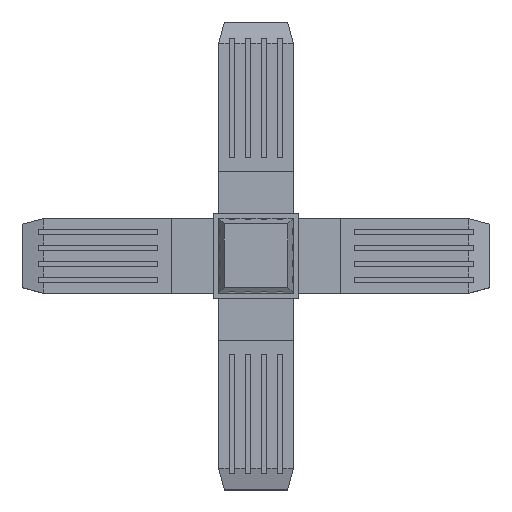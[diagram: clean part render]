
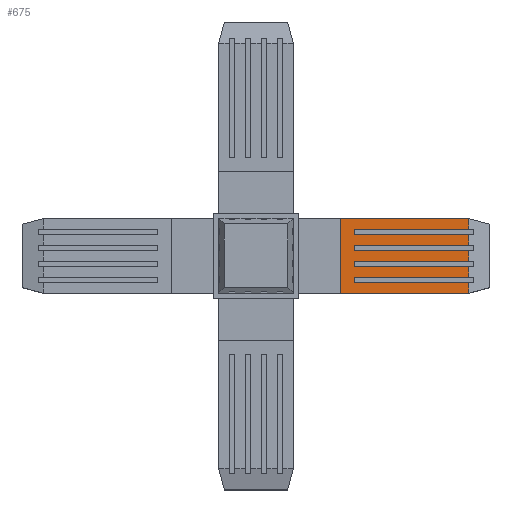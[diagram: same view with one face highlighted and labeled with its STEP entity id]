
A CAD part, top view. The second image highlights one B-rep face of the part: STEP entity #675.
In plain terms, the highlighted planar face has unit normal (0, 0, 1).
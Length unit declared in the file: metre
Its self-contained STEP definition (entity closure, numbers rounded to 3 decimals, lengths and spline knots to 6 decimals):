
#675=ADVANCED_FACE('',(#1615),#1616,.T.);
#1615=FACE_OUTER_BOUND('',#2826,.T.);
#1616=PLANE('',#2827);
#2826=EDGE_LOOP('',(#4828,#4829,#4830,#4831,#4832,#4833,#4834,#4835,#4836,#4837,#4838,#4839,#4840,#4841,#4842,#4843,#4844,#4845,#4846,#4847));
#2827=AXIS2_PLACEMENT_3D('',#4848,#4849,#4850);
#4828=ORIENTED_EDGE('',*,*,#8207,.T.);
#4829=ORIENTED_EDGE('',*,*,#8208,.T.);
#4830=ORIENTED_EDGE('',*,*,#8209,.T.);
#4831=ORIENTED_EDGE('',*,*,#8210,.T.);
#4832=ORIENTED_EDGE('',*,*,#8211,.T.);
#4833=ORIENTED_EDGE('',*,*,#8212,.T.);
#4834=ORIENTED_EDGE('',*,*,#8213,.T.);
#4835=ORIENTED_EDGE('',*,*,#8214,.T.);
#4836=ORIENTED_EDGE('',*,*,#8215,.T.);
#4837=ORIENTED_EDGE('',*,*,#8216,.T.);
#4838=ORIENTED_EDGE('',*,*,#8033,.T.);
#4839=ORIENTED_EDGE('',*,*,#8217,.T.);
#4840=ORIENTED_EDGE('',*,*,#7895,.T.);
#4841=ORIENTED_EDGE('',*,*,#8218,.T.);
#4842=ORIENTED_EDGE('',*,*,#8107,.F.);
#4843=ORIENTED_EDGE('',*,*,#8219,.F.);
#4844=ORIENTED_EDGE('',*,*,#8220,.F.);
#4845=ORIENTED_EDGE('',*,*,#8221,.T.);
#4846=ORIENTED_EDGE('',*,*,#7746,.T.);
#4847=ORIENTED_EDGE('',*,*,#8222,.T.);
#4848=CARTESIAN_POINT('',(1.329995,0.012535,0.023673));
#4849=DIRECTION('',(0.0,0.0,1.0));
#4850=DIRECTION('',(1.0,0.0,0.0));
#7746=EDGE_CURVE('',#9473,#9471,#9474,.T.);
#7895=EDGE_CURVE('',#9727,#9725,#9728,.T.);
#8033=EDGE_CURVE('',#9955,#9953,#9956,.T.);
#8107=EDGE_CURVE('',#10073,#10075,#10076,.T.);
#8207=EDGE_CURVE('',#10233,#10234,#10235,.T.);
#8208=EDGE_CURVE('',#10234,#10236,#10237,.T.);
#8209=EDGE_CURVE('',#10236,#10238,#10239,.T.);
#8210=EDGE_CURVE('',#10238,#10240,#10241,.T.);
#8211=EDGE_CURVE('',#10240,#10242,#10243,.T.);
#8212=EDGE_CURVE('',#10242,#10244,#10245,.T.);
#8213=EDGE_CURVE('',#10244,#10246,#10247,.T.);
#8214=EDGE_CURVE('',#10246,#10248,#10249,.T.);
#8215=EDGE_CURVE('',#10248,#10250,#10251,.T.);
#8216=EDGE_CURVE('',#10250,#9955,#10252,.T.);
#8217=EDGE_CURVE('',#9953,#9727,#10253,.T.);
#8218=EDGE_CURVE('',#9725,#10075,#10254,.T.);
#8219=EDGE_CURVE('',#10255,#10073,#10256,.T.);
#8220=EDGE_CURVE('',#10257,#10255,#10258,.T.);
#8221=EDGE_CURVE('',#10257,#9473,#10259,.T.);
#8222=EDGE_CURVE('',#9471,#10233,#10260,.T.);
#9471=VERTEX_POINT('',#11954);
#9473=VERTEX_POINT('',#11957);
#9474=LINE('',#11958,#11959);
#9725=VERTEX_POINT('',#12333);
#9727=VERTEX_POINT('',#12336);
#9728=LINE('',#12337,#12338);
#9953=VERTEX_POINT('',#12668);
#9955=VERTEX_POINT('',#12671);
#9956=LINE('',#12672,#12673);
#10073=VERTEX_POINT('',#12851);
#10075=VERTEX_POINT('',#12854);
#10076=LINE('',#12855,#12856);
#10233=VERTEX_POINT('',#13093);
#10234=VERTEX_POINT('',#13094);
#10235=LINE('',#13095,#13096);
#10236=VERTEX_POINT('',#13097);
#10237=LINE('',#13098,#13099);
#10238=VERTEX_POINT('',#13100);
#10239=LINE('',#13101,#13102);
#10240=VERTEX_POINT('',#13103);
#10241=LINE('',#13104,#13105);
#10242=VERTEX_POINT('',#13106);
#10243=LINE('',#13107,#13108);
#10244=VERTEX_POINT('',#13109);
#10245=LINE('',#13110,#13111);
#10246=VERTEX_POINT('',#13112);
#10247=LINE('',#13113,#13114);
#10248=VERTEX_POINT('',#13115);
#10249=LINE('',#13116,#13117);
#10250=VERTEX_POINT('',#13118);
#10251=LINE('',#13119,#13120);
#10252=LINE('',#13121,#13122);
#10253=LINE('',#13123,#13124);
#10254=LINE('',#13125,#13126);
#10255=VERTEX_POINT('',#13127);
#10256=LINE('',#13128,#13129);
#10257=VERTEX_POINT('',#13130);
#10258=LINE('',#13131,#13132);
#10259=LINE('',#13133,#13134);
#10260=LINE('',#13135,#13136);
#11954=CARTESIAN_POINT('',(1.311891,0.004583,0.023673));
#11957=CARTESIAN_POINT('',(1.34587,0.004583,0.023673));
#11958=CARTESIAN_POINT('',(1.332529,0.004583,0.023673));
#11959=VECTOR('',#14919,1.0);
#12333=CARTESIAN_POINT('',(1.34587,0.020488,0.023673));
#12336=CARTESIAN_POINT('',(1.311891,0.020488,0.023673));
#12337=CARTESIAN_POINT('',(1.332529,0.020488,0.023673));
#12338=VECTOR('',#15044,1.0);
#12668=CARTESIAN_POINT('',(1.311891,0.018901,0.023673));
#12671=CARTESIAN_POINT('',(1.34587,0.018901,0.023673));
#12672=CARTESIAN_POINT('',(1.332529,0.018901,0.023673));
#12673=VECTOR('',#15151,1.0);
#12851=CARTESIAN_POINT('',(1.30777,0.023673,0.023673));
#12854=CARTESIAN_POINT('',(1.34587,0.023673,0.023673));
#12855=CARTESIAN_POINT('',(1.329995,0.023673,0.023673));
#12856=VECTOR('',#15214,1.0);
#13093=CARTESIAN_POINT('',(1.311891,0.00617,0.023673));
#13094=CARTESIAN_POINT('',(1.34587,0.00617,0.023673));
#13095=CARTESIAN_POINT('',(1.332529,0.00617,0.023673));
#13096=VECTOR('',#15295,1.0);
#13097=CARTESIAN_POINT('',(1.34587,0.009355,0.023673));
#13098=CARTESIAN_POINT('',(1.34587,0.012535,0.023673));
#13099=VECTOR('',#15296,1.0);
#13100=CARTESIAN_POINT('',(1.311891,0.009355,0.023673));
#13101=CARTESIAN_POINT('',(1.332529,0.009355,0.023673));
#13102=VECTOR('',#15297,1.0);
#13103=CARTESIAN_POINT('',(1.311891,0.010943,0.023673));
#13104=CARTESIAN_POINT('',(1.311891,0.009355,0.023673));
#13105=VECTOR('',#15298,1.0);
#13106=CARTESIAN_POINT('',(1.34587,0.010943,0.023673));
#13107=CARTESIAN_POINT('',(1.332529,0.010943,0.023673));
#13108=VECTOR('',#15299,1.0);
#13109=CARTESIAN_POINT('',(1.34587,0.014128,0.023673));
#13110=CARTESIAN_POINT('',(1.34587,0.012535,0.023673));
#13111=VECTOR('',#15300,1.0);
#13112=CARTESIAN_POINT('',(1.311891,0.014128,0.023673));
#13113=CARTESIAN_POINT('',(1.332529,0.014128,0.023673));
#13114=VECTOR('',#15301,1.0);
#13115=CARTESIAN_POINT('',(1.311891,0.015716,0.023673));
#13116=CARTESIAN_POINT('',(1.311891,0.014128,0.023673));
#13117=VECTOR('',#15302,1.0);
#13118=CARTESIAN_POINT('',(1.34587,0.015716,0.023673));
#13119=CARTESIAN_POINT('',(1.332529,0.015716,0.023673));
#13120=VECTOR('',#15303,1.0);
#13121=CARTESIAN_POINT('',(1.34587,0.012535,0.023673));
#13122=VECTOR('',#15304,1.0);
#13123=CARTESIAN_POINT('',(1.311891,0.018901,0.023673));
#13124=VECTOR('',#15305,1.0);
#13125=CARTESIAN_POINT('',(1.34587,0.012535,0.023673));
#13126=VECTOR('',#15306,1.0);
#13127=CARTESIAN_POINT('',(1.30777,0.001397,0.023673));
#13128=CARTESIAN_POINT('',(1.30777,0.012535,0.023673));
#13129=VECTOR('',#15307,1.0);
#13130=CARTESIAN_POINT('',(1.34587,0.001397,0.023673));
#13131=CARTESIAN_POINT('',(1.329995,0.001397,0.023673));
#13132=VECTOR('',#15308,1.0);
#13133=CARTESIAN_POINT('',(1.34587,0.012535,0.023673));
#13134=VECTOR('',#15309,1.0);
#13135=CARTESIAN_POINT('',(1.311891,0.004583,0.023673));
#13136=VECTOR('',#15310,1.0);
#14919=DIRECTION('',(-1.0,0.0,0.0));
#15044=DIRECTION('',(1.0,0.0,0.0));
#15151=DIRECTION('',(-1.0,0.0,0.0));
#15214=DIRECTION('',(1.0,0.0,0.0));
#15295=DIRECTION('',(1.0,0.0,0.0));
#15296=DIRECTION('',(0.0,1.0,0.0));
#15297=DIRECTION('',(-1.0,0.0,0.0));
#15298=DIRECTION('',(0.0,1.0,0.0));
#15299=DIRECTION('',(1.0,0.0,0.0));
#15300=DIRECTION('',(0.0,1.0,0.0));
#15301=DIRECTION('',(-1.0,0.0,0.0));
#15302=DIRECTION('',(0.0,1.0,0.0));
#15303=DIRECTION('',(1.0,0.0,0.0));
#15304=DIRECTION('',(0.0,1.0,0.0));
#15305=DIRECTION('',(0.0,1.0,0.0));
#15306=DIRECTION('',(0.0,1.0,0.0));
#15307=DIRECTION('',(0.0,1.0,0.0));
#15308=DIRECTION('',(-1.0,0.0,0.0));
#15309=DIRECTION('',(0.0,1.0,0.0));
#15310=DIRECTION('',(0.0,1.0,0.0));
